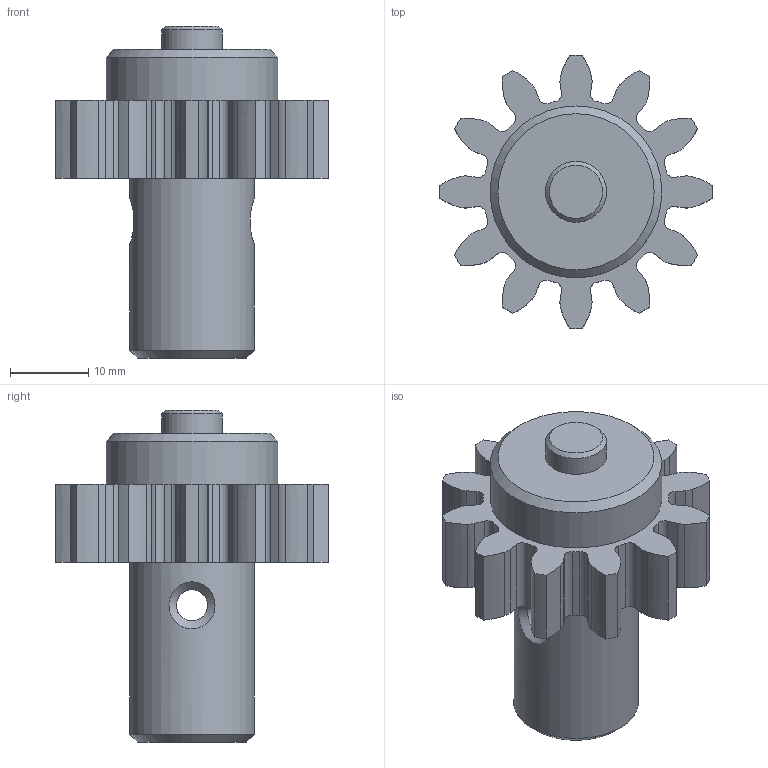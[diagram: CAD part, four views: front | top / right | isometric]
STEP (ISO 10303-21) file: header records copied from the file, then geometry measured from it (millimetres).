
FILE_DESCRIPTION(('FreeCAD Model'),'2;1');
FILE_NAME( 'Pignon.step', '2016-11-16T17:47:03',('Author'),(''), 'Open CASCADE STEP processor 6.8','FreeCAD','Unknown');
FILE_SCHEMA(('AUTOMOTIVE_DESIGN_CC2 { 1 2 10303 214 -1 1 5 4 }'));
Length unit declared in the file: millimetre
Products named in the file (2): ASSEMBLY; Cut006
Assembly tree (1 placements, depth 2):
  ASSEMBLY
    Cut006
Bounding box: 35 x 35 x 42.5 mm (x, y, z)
Volume: 12546.9 mm3; surface area: 5465.8 mm2
Topology: 1 solids, 1 shells, 141 faces, 403 edges, 267 vertices
Faces by surface type: cylinder 54, extrusion 48, plane 31, cone 4, bspline 4
Full cylindrical faces by diameter (mm): 4 x2, 7.8 x1, 8.5 x1, 16 x1, 22 x1
Entity records: 40970 total; most frequent: CARTESIAN_POINT 33612, DIRECTION 1101, ORIENTED_EDGE 806, PCURVE 806, DEFINITIONAL_REPRESENTATION 806, VECTOR 604, LINE 556, B_SPLINE_CURVE_WITH_KNOTS 486
